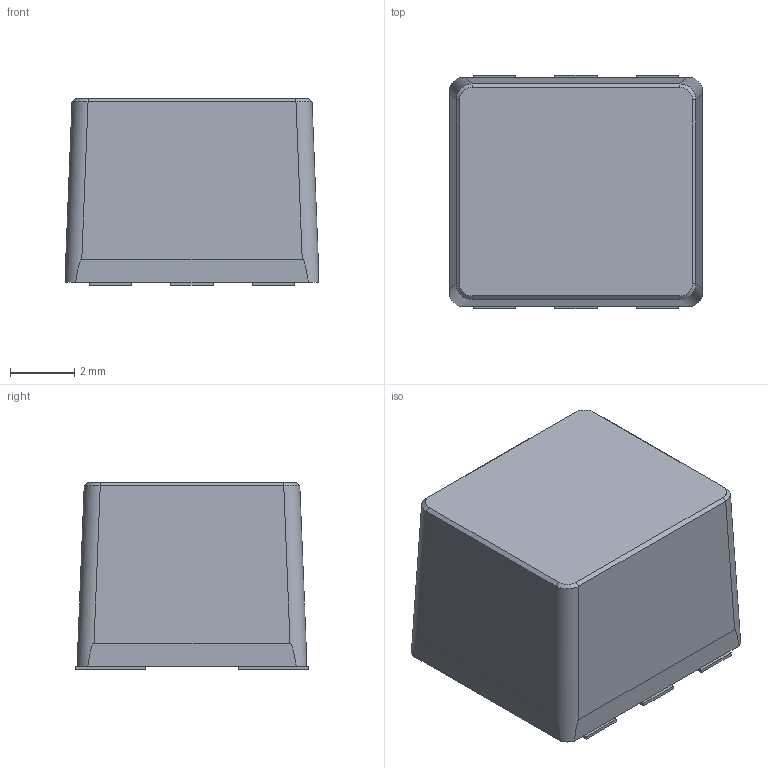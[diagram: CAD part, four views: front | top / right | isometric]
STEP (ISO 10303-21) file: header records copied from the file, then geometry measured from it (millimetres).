
FILE_DESCRIPTION (( 'STEP AP203' ), '1' );
FILE_NAME ('JPS-2-1N+_2.STEP', '2024-06-07T19:24:49', ( '' ), ( '' ), 'SwSTEP 2.0', 'SolidWorks 2023', '' );
FILE_SCHEMA (( 'CONFIG_CONTROL_DESIGN' ));
Length unit declared in the file: millimetre
Products named in the file (1): JPS-2-1N+_2
Bounding box: 7.87 x 7.29 x 5.82 mm (x, y, z)
Volume: 305.8 mm3; surface area: 306.1 mm2
Topology: 7 solids, 7 shells, 58 faces, 124 edges, 80 vertices
Faces by surface type: plane 50, cylinder 4, bspline 4
Entity records: 1773 total; most frequent: CARTESIAN_POINT 527, ORIENTED_EDGE 248, DIRECTION 206, EDGE_CURVE 124, VECTOR 96, LINE 96, VERTEX_POINT 80, FACE_OUTER_BOUND 58
